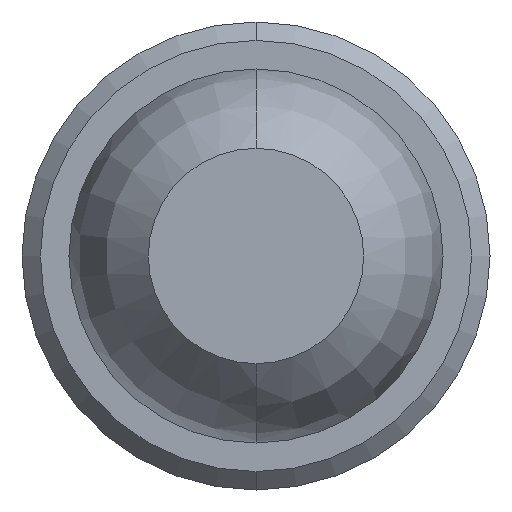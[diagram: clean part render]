
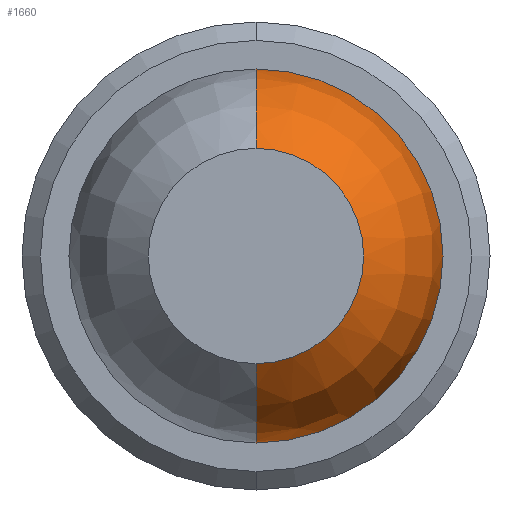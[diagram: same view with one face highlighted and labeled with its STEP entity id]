
A CAD part, front view. The second image highlights one B-rep face of the part: STEP entity #1660.
In plain terms, the highlighted toroidal (fillet/blend) face has major radius 0.005 mm and minor radius 1.01 mm.
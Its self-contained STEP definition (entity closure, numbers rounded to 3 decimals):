
#98 = FACE_OUTER_BOUND ( 'NONE', #3069, .T. ) ;
#262 = CIRCLE ( 'NONE', #2142, 0.584 ) ;
#298 = VERTEX_POINT ( 'NONE', #2643 ) ;
#301 = CIRCLE ( 'NONE', #961, 1.01 ) ;
#395 = TOROIDAL_SURFACE ( 'NONE', #1318, 0.005, 1.01 ) ;
#648 = CARTESIAN_POINT ( 'NONE',  ( 0., -24.7, -0.584 ) ) ;
#750 = DIRECTION ( 'NONE',  ( 0., 0., 1. ) ) ;
#843 = DIRECTION ( 'NONE',  ( 1., 0., 0. ) ) ;
#860 = DIRECTION ( 'NONE',  ( 0., -1., 0. ) ) ;
#895 = EDGE_CURVE ( 'Defeature ausgef�hrt1_8+Defeature ausgef�hrt1_7+Defeature ausgef�hrt1_7+Defeature ausgef�hrt1_7', #2081, #298, #3026, .T. ) ;
#904 = CARTESIAN_POINT ( 'NONE',  ( 0., -23.873, 0. ) ) ;
#931 = CARTESIAN_POINT ( 'NONE',  ( 0., -24.7, 0.584 ) ) ;
#961 = AXIS2_PLACEMENT_3D ( 'NONE', #3728, #843, #2760 ) ;
#1021 = ORIENTED_EDGE ( 'NONE', *, *, #1757, .T. ) ;
#1122 = EDGE_CURVE ( 'NONE', #3533, #2081, #1423, .T. ) ;
#1204 = DIRECTION ( 'NONE',  ( 0., 0., -1. ) ) ;
#1318 = AXIS2_PLACEMENT_3D ( 'NONE', #3941, #1686, #3657 ) ;
#1423 = CIRCLE ( 'NONE', #1957, 1.01 ) ;
#1463 = VERTEX_POINT ( 'NONE', #648 ) ;
#1473 = CARTESIAN_POINT ( 'NONE',  ( 0., -24.7, 0. ) ) ;
#1528 = ORIENTED_EDGE ( 'NONE', *, *, #895, .F. ) ;
#1659 = AXIS2_PLACEMENT_3D ( 'NONE', #904, #3527, #3843 ) ;
#1660 = ADVANCED_FACE ( 'Defeature ausgef�hrt1_7', ( #98 ), #395, .T. ) ;
#1686 = DIRECTION ( 'NONE',  ( 0., 1., 0. ) ) ;
#1705 = CARTESIAN_POINT ( 'NONE',  ( 0., -23.873, 0.005 ) ) ;
#1757 = EDGE_CURVE ( 'NONE', #1463, #298, #301, .T. ) ;
#1891 = CARTESIAN_POINT ( 'NONE',  ( 0., -23.873, 1.015 ) ) ;
#1957 = AXIS2_PLACEMENT_3D ( 'NONE', #1705, #2983, #750 ) ;
#1972 = ORIENTED_EDGE ( 'NONE', *, *, #3805, .F. ) ;
#2081 = VERTEX_POINT ( 'NONE', #1891 ) ;
#2142 = AXIS2_PLACEMENT_3D ( 'NONE', #1473, #860, #1204 ) ;
#2384 = ORIENTED_EDGE ( 'NONE', *, *, #1122, .F. ) ;
#2643 = CARTESIAN_POINT ( 'NONE',  ( 0., -23.873, -1.015 ) ) ;
#2760 = DIRECTION ( 'NONE',  ( 0., 0., -1. ) ) ;
#2983 = DIRECTION ( 'NONE',  ( -1., 0., 0. ) ) ;
#3026 = CIRCLE ( 'NONE', #1659, 1.015 ) ;
#3069 = EDGE_LOOP ( 'NONE', ( #1972, #1021, #1528, #2384 ) ) ;
#3527 = DIRECTION ( 'NONE',  ( 0., 1., 0. ) ) ;
#3533 = VERTEX_POINT ( 'NONE', #931 ) ;
#3657 = DIRECTION ( 'NONE',  ( 0., 0., 1. ) ) ;
#3728 = CARTESIAN_POINT ( 'NONE',  ( 0., -23.873, -0.005 ) ) ;
#3805 = EDGE_CURVE ( 'Defeature ausgef�hrt1_12+Defeature ausgef�hrt1_7+Defeature ausgef�hrt1_7+Defeature ausgef�hrt1_7', #1463, #3533, #262, .T. ) ;
#3843 = DIRECTION ( 'NONE',  ( 0., 0., 1. ) ) ;
#3941 = CARTESIAN_POINT ( 'NONE',  ( 0., -23.873, 0. ) ) ;
